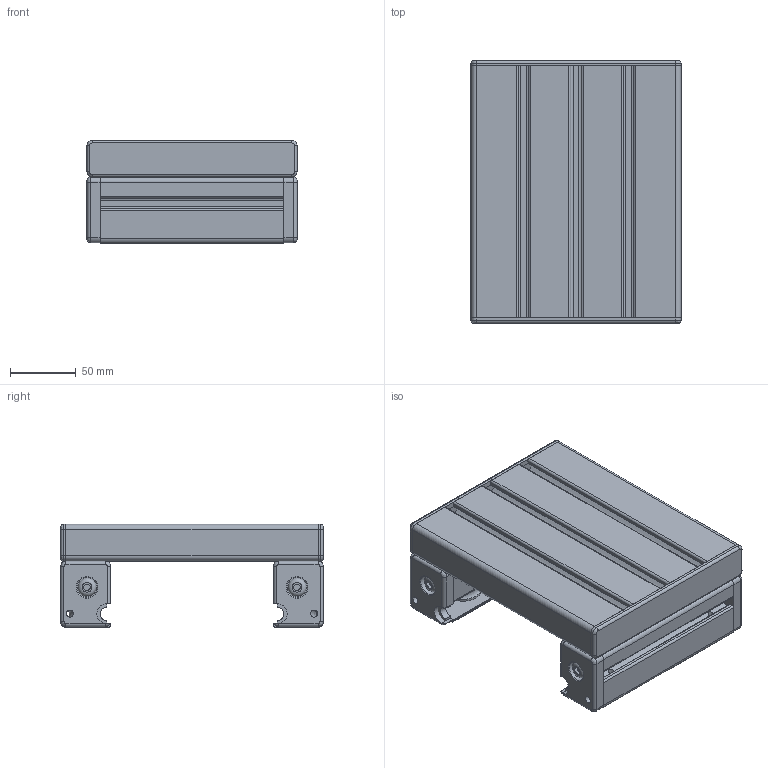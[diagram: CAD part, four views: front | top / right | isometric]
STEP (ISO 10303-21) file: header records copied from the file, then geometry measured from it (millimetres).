
FILE_DESCRIPTION(/* description */ ('KriTec Doppellager-Laufwagen 8 D10 12'),/* implementation_level */ '2;1');
FILE_NAME(/* name */ '13941_KriTec_Doppellager-Laufwagen_8_D10_120.stp',/* time_stamp */ '2022-08-30T12:07:26+02:00',/* author */ ('jendrek'),/* organization */ (''),/* preprocessor_version */ 'ST-DEVELOPER v17',/* originating_system */ 'Autodesk Inventor 2018',/* authorisation */ '');
FILE_SCHEMA (('AUTOMOTIVE_DESIGN { 1 0 10303 214 3 1 1 }'));
Length unit declared in the file: millimetre
Products named in the file (19): 13941; 10110-192; 11224; 11227; 13413; 11225; 13413_1; 11226; 11228_KriTec_Bolzen_8_D10_zentrisch; 11564; 11564_1; 11564_KriTec_Abstreif_und_Schmiersystem_10_einzeln_links; 11564_KriTec_Abstreif_und_Schmiersystem_10_einzeln_rechts; 10616; 11564_KriTec_Abstreif_und_Schmiersystem_10_Abstreifer; 11128; 11762; 11008; ISO 8734 - 5 x 32 - A
Assembly tree (41 placements, depth 3):
  13941
    10110-192
    11224
      11226  x2
      11227  x2
      13413
    11225
      13413_1
      11226  x2
      11228_KriTec_Bolzen_8_D10_zentrisch  x2
    11564
      11564_KriTec_Abstreif_und_Schmiersystem_10_einzeln_links
      11564_KriTec_Abstreif_und_Schmiersystem_10_einzeln_rechts
      10616  x2
      11564_KriTec_Abstreif_und_Schmiersystem_10_Abstreifer  x2
    11564_1
      11564_KriTec_Abstreif_und_Schmiersystem_10_einzeln_links
      11564_KriTec_Abstreif_und_Schmiersystem_10_einzeln_rechts
      10616  x2
      11564_KriTec_Abstreif_und_Schmiersystem_10_Abstreifer  x2
    11128  x2
    11762  x4
    11008  x4
    ISO 8734 - 5 x 32 - A  x4
Bounding box: 160 x 200 x 78.7 mm (x, y, z)
Volume: 1002534.8 mm3; surface area: 345170.1 mm2
Topology: 37 solids, 37 shells, 907 faces, 2455 edges, 1660 vertices
Faces by surface type: plane 400, cylinder 385, cone 62, bspline 24, torus 20, sphere 16
Full cylindrical faces by diameter (mm): 2 x8, 4.917 x4, 5 x16, 5.3 x4, 5.4 x4, 5.5 x4, 6 x6, 6.647 x4, 6.8 x27, 7 x8, 8 x16, 9.5 x4, 13.5 x8, 14 x12, 15.5 x4, 27 x8
Entity records: 20934 total; most frequent: CARTESIAN_POINT 5190, DIRECTION 3256, ORIENTED_EDGE 3130, EDGE_CURVE 1565, AXIS2_PLACEMENT_3D 1233, VERTEX_POINT 1056, LINE 790, VECTOR 790
